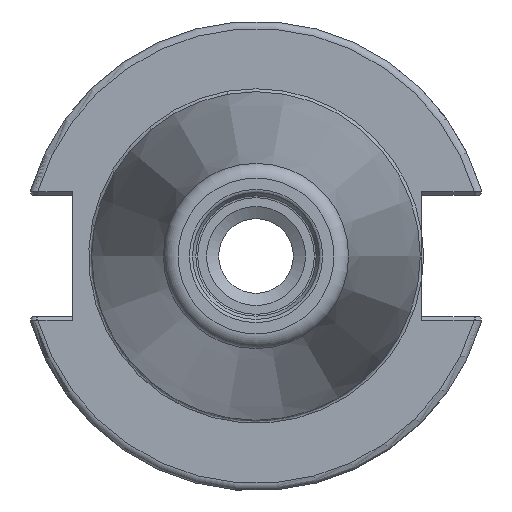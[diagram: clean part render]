
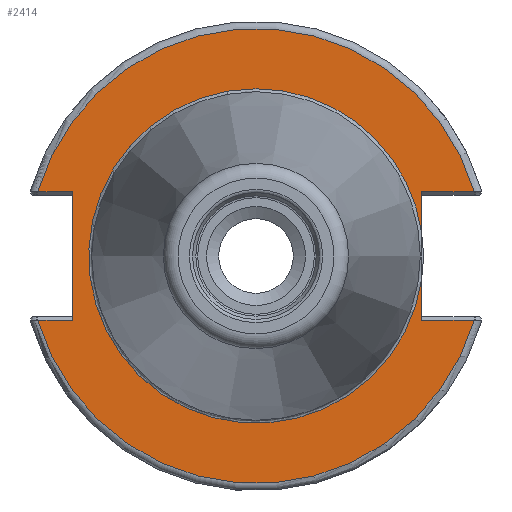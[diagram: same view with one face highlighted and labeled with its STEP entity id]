
A CAD part, left-side view. The second image highlights one B-rep face of the part: STEP entity #2414.
In plain terms, the highlighted planar face has unit normal (-1, 0, 0).
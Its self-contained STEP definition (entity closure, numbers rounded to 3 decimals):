
#109=PLANE('',#2630);
#165=LINE('',#3731,#297);
#172=LINE('',#3853,#304);
#173=LINE('',#3857,#305);
#174=LINE('',#3859,#306);
#175=LINE('',#3861,#307);
#176=LINE('',#3865,#308);
#177=LINE('',#3867,#309);
#297=VECTOR('',#3022,10.);
#304=VECTOR('',#3033,10.);
#305=VECTOR('',#3036,10.);
#306=VECTOR('',#3037,10.);
#307=VECTOR('',#3038,10.);
#308=VECTOR('',#3041,10.);
#309=VECTOR('',#3042,10.);
#468=FACE_OUTER_BOUND('',#608,.T.);
#608=EDGE_LOOP('',(#1748,#1749,#1750,#1751,#1752,#1753,#1754,#1755,#1756,
#1757,#1758));
#828=CIRCLE('',#2631,30.775);
#829=CIRCLE('',#2632,30.775);
#830=CIRCLE('',#2633,22.625);
#831=CIRCLE('',#2634,22.625);
#999=VERTEX_POINT('',#3728);
#1000=VERTEX_POINT('',#3730);
#1008=VERTEX_POINT('',#3852);
#1009=VERTEX_POINT('',#3854);
#1010=VERTEX_POINT('',#3856);
#1011=VERTEX_POINT('',#3858);
#1012=VERTEX_POINT('',#3860);
#1013=VERTEX_POINT('',#3862);
#1014=VERTEX_POINT('',#3864);
#1015=VERTEX_POINT('',#3866);
#1016=VERTEX_POINT('',#3868);
#1280=EDGE_CURVE('',#999,#1000,#165,.T.);
#1292=EDGE_CURVE('',#1008,#1000,#172,.T.);
#1293=EDGE_CURVE('',#1009,#999,#828,.T.);
#1294=EDGE_CURVE('',#1010,#1009,#173,.T.);
#1295=EDGE_CURVE('',#1010,#1011,#174,.T.);
#1296=EDGE_CURVE('',#1012,#1011,#175,.T.);
#1297=EDGE_CURVE('',#1013,#1012,#829,.T.);
#1298=EDGE_CURVE('',#1014,#1013,#176,.T.);
#1299=EDGE_CURVE('',#1014,#1015,#177,.T.);
#1300=EDGE_CURVE('',#1015,#1016,#830,.T.);
#1301=EDGE_CURVE('',#1016,#1008,#831,.T.);
#1748=ORIENTED_EDGE('',*,*,#1292,.T.);
#1749=ORIENTED_EDGE('',*,*,#1280,.F.);
#1750=ORIENTED_EDGE('',*,*,#1293,.F.);
#1751=ORIENTED_EDGE('',*,*,#1294,.F.);
#1752=ORIENTED_EDGE('',*,*,#1295,.T.);
#1753=ORIENTED_EDGE('',*,*,#1296,.F.);
#1754=ORIENTED_EDGE('',*,*,#1297,.F.);
#1755=ORIENTED_EDGE('',*,*,#1298,.F.);
#1756=ORIENTED_EDGE('',*,*,#1299,.T.);
#1757=ORIENTED_EDGE('',*,*,#1300,.T.);
#1758=ORIENTED_EDGE('',*,*,#1301,.T.);
#2414=ADVANCED_FACE('',(#468),#109,.T.);
#2630=AXIS2_PLACEMENT_3D('',#3851,#3031,#3032);
#2631=AXIS2_PLACEMENT_3D('',#3855,#3034,#3035);
#2632=AXIS2_PLACEMENT_3D('',#3863,#3039,#3040);
#2633=AXIS2_PLACEMENT_3D('',#3869,#3043,#3044);
#2634=AXIS2_PLACEMENT_3D('',#3870,#3045,#3046);
#3022=DIRECTION('',(0.,1.,0.));
#3031=DIRECTION('center_axis',(-1.,0.,0.));
#3032=DIRECTION('ref_axis',(0.,0.,1.));
#3033=DIRECTION('',(0.,0.,1.));
#3034=DIRECTION('center_axis',(1.,0.,0.));
#3035=DIRECTION('ref_axis',(0.,0.,-1.));
#3036=DIRECTION('',(0.,1.,0.));
#3037=DIRECTION('',(0.,0.,-1.));
#3038=DIRECTION('',(0.,-1.,0.));
#3039=DIRECTION('center_axis',(1.,0.,0.));
#3040=DIRECTION('ref_axis',(0.,0.,-1.));
#3041=DIRECTION('',(0.,-1.,0.));
#3042=DIRECTION('',(0.,0.,1.));
#3043=DIRECTION('center_axis',(1.,0.,0.));
#3044=DIRECTION('ref_axis',(0.,0.,-1.));
#3045=DIRECTION('center_axis',(1.,0.,0.));
#3046=DIRECTION('ref_axis',(0.,0.,-1.));
#3728=CARTESIAN_POINT('',(1.,-29.523,8.69));
#3730=CARTESIAN_POINT('',(1.,-22.41,8.69));
#3731=CARTESIAN_POINT('',(1.,4.182,8.69));
#3851=CARTESIAN_POINT('Origin',(1.,30.775,0.));
#3852=CARTESIAN_POINT('',(1.,-22.41,3.112));
#3853=CARTESIAN_POINT('',(1.,-22.41,-4.095));
#3854=CARTESIAN_POINT('',(1.,29.523,8.69));
#3855=CARTESIAN_POINT('Origin',(1.,0.,0.));
#3856=CARTESIAN_POINT('',(1.,24.8,8.69));
#3857=CARTESIAN_POINT('',(1.,38.399,8.69));
#3858=CARTESIAN_POINT('',(1.,24.8,-8.69));
#3859=CARTESIAN_POINT('',(1.,24.8,4.095));
#3860=CARTESIAN_POINT('',(1.,29.523,-8.69));
#3861=CARTESIAN_POINT('',(1.,27.788,-8.69));
#3862=CARTESIAN_POINT('',(1.,-29.523,-8.69));
#3863=CARTESIAN_POINT('Origin',(1.,0.,0.));
#3864=CARTESIAN_POINT('',(1.,-22.41,-8.69));
#3865=CARTESIAN_POINT('',(1.,-6.591,-8.69));
#3866=CARTESIAN_POINT('',(1.,-22.41,-3.112));
#3867=CARTESIAN_POINT('',(1.,-22.41,-4.095));
#3868=CARTESIAN_POINT('',(1.,0.,22.625));
#3869=CARTESIAN_POINT('Origin',(1.,0.,0.));
#3870=CARTESIAN_POINT('Origin',(1.,0.,0.));
